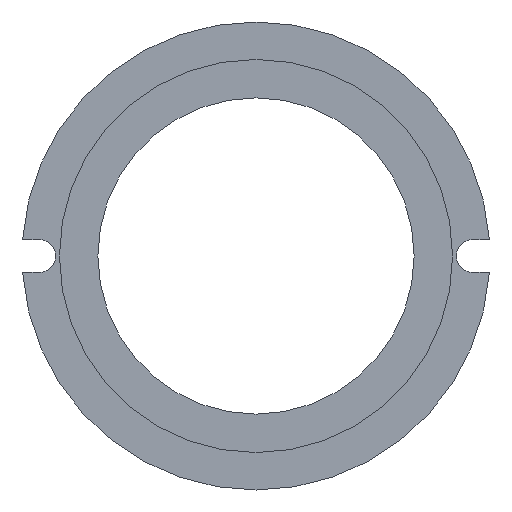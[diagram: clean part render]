
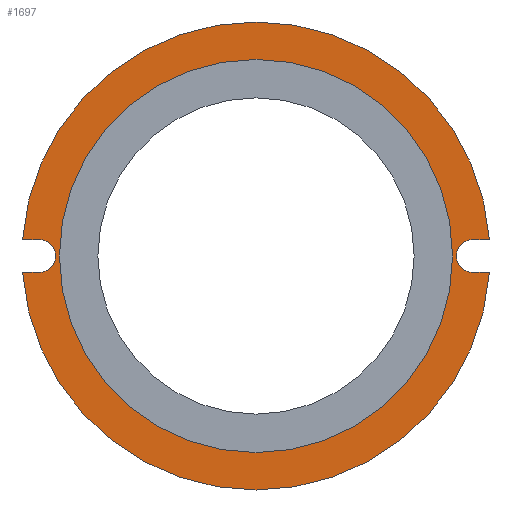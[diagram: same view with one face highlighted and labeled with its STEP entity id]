
A CAD part, left-side view. The second image highlights one B-rep face of the part: STEP entity #1697.
In plain terms, the highlighted planar face has unit normal (-1, 0, 0).
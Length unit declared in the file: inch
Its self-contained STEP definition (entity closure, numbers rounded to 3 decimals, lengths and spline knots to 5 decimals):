
#911=CARTESIAN_POINT('',(-3.5,2.05625,0.15625));
#912=VERTEX_POINT('',#911);
#919=CARTESIAN_POINT('',(-3.5,2.21449,0.15625));
#920=VERTEX_POINT('',#919);
#921=CARTESIAN_POINT('',(-3.5,2.21449,0.15625));
#922=DIRECTION('',(0.0,-1.0,0.0));
#923=VECTOR('',#922,0.15824);
#924=LINE('',#921,#923);
#925=EDGE_CURVE('',#920,#912,#924,.T.);
#1004=CARTESIAN_POINT('',(-3.5,2.05625,-0.15625));
#1005=VERTEX_POINT('',#1004);
#1012=CARTESIAN_POINT('',(-3.5,2.05625,0.0));
#1013=DIRECTION('',(1.0,0.0,0.0));
#1014=DIRECTION('',(0.0,0.0,1.0));
#1015=AXIS2_PLACEMENT_3D('',#1012,#1013,#1014);
#1016=CIRCLE('',#1015,0.15625);
#1017=EDGE_CURVE('',#912,#1005,#1016,.T.);
#1058=CARTESIAN_POINT('',(-3.5,2.21449,-0.15625));
#1059=VERTEX_POINT('',#1058);
#1066=CARTESIAN_POINT('',(-3.5,2.05625,-0.15625));
#1067=DIRECTION('',(0.0,1.0,0.0));
#1068=VECTOR('',#1067,0.15824);
#1069=LINE('',#1066,#1068);
#1070=EDGE_CURVE('',#1005,#1059,#1069,.T.);
#1113=CARTESIAN_POINT('',(-3.5,-2.21449,0.15625));
#1114=VERTEX_POINT('',#1113);
#1121=CARTESIAN_POINT('',(-3.5,-2.05625,0.15625));
#1122=VERTEX_POINT('',#1121);
#1123=CARTESIAN_POINT('',(-3.5,-2.05625,0.15625));
#1124=DIRECTION('',(0.0,-1.0,0.0));
#1125=VECTOR('',#1124,0.15824);
#1126=LINE('',#1123,#1125);
#1127=EDGE_CURVE('',#1122,#1114,#1126,.T.);
#1221=CARTESIAN_POINT('',(-3.5,-2.05625,-0.15625));
#1222=VERTEX_POINT('',#1221);
#1223=CARTESIAN_POINT('',(-3.5,-2.05625,0.0));
#1224=DIRECTION('',(1.0,0.0,0.0));
#1225=DIRECTION('',(0.0,0.0,1.0));
#1226=AXIS2_PLACEMENT_3D('',#1223,#1224,#1225);
#1227=CIRCLE('',#1226,0.15625);
#1228=EDGE_CURVE('',#1222,#1122,#1227,.T.);
#1365=CARTESIAN_POINT('',(-3.5,-2.21449,-0.15625));
#1366=VERTEX_POINT('',#1365);
#1367=CARTESIAN_POINT('',(-3.5,-2.21449,-0.15625));
#1368=DIRECTION('',(0.0,1.0,0.0));
#1369=VECTOR('',#1368,0.15824);
#1370=LINE('',#1367,#1369);
#1371=EDGE_CURVE('',#1366,#1222,#1370,.T.);
#1659=CARTESIAN_POINT('',(-3.5,2.0425,0.0));
#1660=DIRECTION('',(-1.0,0.0,0.0));
#1661=DIRECTION('',(0.0,0.0,1.0));
#1662=AXIS2_PLACEMENT_3D('',#1659,#1660,#1661);
#1663=PLANE('',#1662);
#1664=ORIENTED_EDGE('',*,*,#925,.T.);
#1665=ORIENTED_EDGE('',*,*,#1017,.T.);
#1666=ORIENTED_EDGE('',*,*,#1070,.T.);
#1667=CARTESIAN_POINT('',(-3.5,0.0,0.0));
#1668=DIRECTION('',(1.0,0.0,0.0));
#1669=DIRECTION('',(0.0,1.0,0.0));
#1670=AXIS2_PLACEMENT_3D('',#1667,#1668,#1669);
#1671=CIRCLE('',#1670,2.22);
#1672=EDGE_CURVE('',#1366,#1059,#1671,.T.);
#1673=ORIENTED_EDGE('',*,*,#1672,.F.);
#1674=ORIENTED_EDGE('',*,*,#1371,.T.);
#1675=ORIENTED_EDGE('',*,*,#1228,.T.);
#1676=ORIENTED_EDGE('',*,*,#1127,.T.);
#1677=CARTESIAN_POINT('',(-3.5,0.0,0.0));
#1678=DIRECTION('',(1.0,0.0,0.0));
#1679=DIRECTION('',(0.0,1.0,0.0));
#1680=AXIS2_PLACEMENT_3D('',#1677,#1678,#1679);
#1681=CIRCLE('',#1680,2.22);
#1682=EDGE_CURVE('',#920,#1114,#1681,.T.);
#1683=ORIENTED_EDGE('',*,*,#1682,.F.);
#1684=EDGE_LOOP('',(#1664,#1665,#1666,#1673,#1674,#1675,#1676,#1683));
#1685=FACE_OUTER_BOUND('',#1684,.T.);
#1686=CARTESIAN_POINT('',(-3.5,1.865,0.0));
#1687=VERTEX_POINT('',#1686);
#1688=CARTESIAN_POINT('',(-3.5,0.0,0.0));
#1689=DIRECTION('',(1.0,0.0,0.0));
#1690=DIRECTION('',(0.0,1.0,0.0));
#1691=AXIS2_PLACEMENT_3D('',#1688,#1689,#1690);
#1692=CIRCLE('',#1691,1.865);
#1693=EDGE_CURVE('',#1687,#1687,#1692,.T.);
#1694=ORIENTED_EDGE('',*,*,#1693,.T.);
#1695=EDGE_LOOP('',(#1694));
#1696=FACE_BOUND('',#1695,.T.);
#1697=ADVANCED_FACE('',(#1685,#1696),#1663,.T.);
